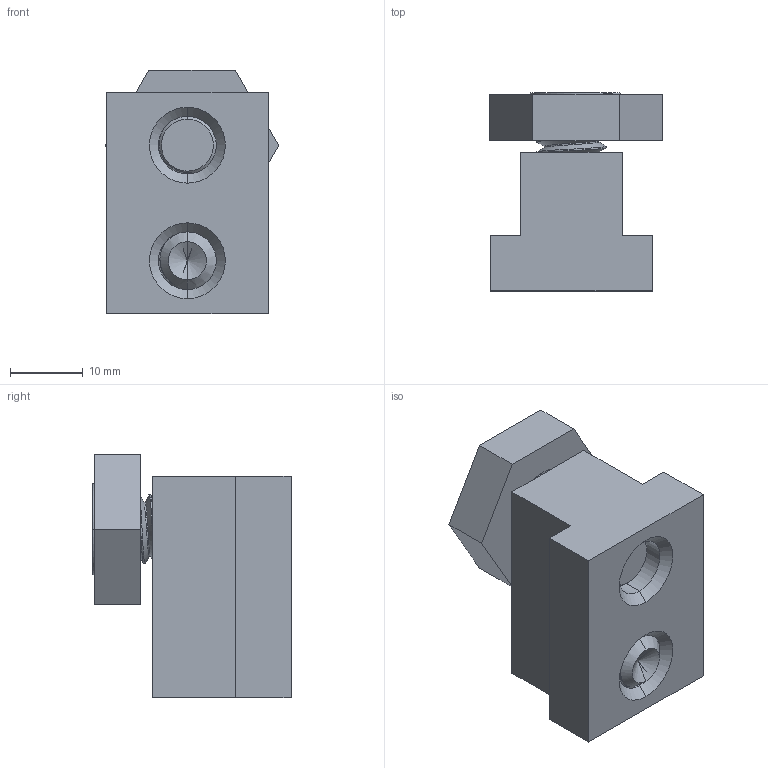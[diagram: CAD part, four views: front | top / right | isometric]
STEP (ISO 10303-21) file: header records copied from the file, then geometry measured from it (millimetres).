
FILE_DESCRIPTION (( 'STEP AP214' ), '1' );
FILE_NAME ('10423.STEP', '2020-10-08T13:42:10', ( 'Mike W' ), ( '' ), 'SwSTEP 2.0', 'SolidWorks 2018', '' );
FILE_SCHEMA (( 'AUTOMOTIVE_DESIGN' ));
Length unit declared in the file: inch
Products named in the file (7): 10586_10586; 10371_10371; (TSN) T-Nut Assemblies (English& Metric Configured)_10717; 381634 SSS_381634 SSS; TSN-Nut Bodies (Std Configured)_107171; 10423; 10206
Assembly tree (6 placements, depth 3):
  10423
    (TSN) T-Nut Assemblies (English& Metric Configured)_10717
      TSN-Nut Bodies (Std Configured)_107171
      381634 SSS_381634 SSS
    10206
      10371_10371
      10586_10586
Bounding box: 23.83 x 27.21 x 33.5 mm (x, y, z)
Volume: 12177.7 mm3; surface area: 7408.4 mm2
Topology: 4 solids, 4 shells, 141 faces, 347 edges, 214 vertices
Faces by surface type: cylinder 55, plane 42, cone 38, bspline 6
Entity records: 8451 total; most frequent: CARTESIAN_POINT 5147, ORIENTED_EDGE 686, DIRECTION 567, EDGE_CURVE 343, VERTEX_POINT 214, AXIS2_PLACEMENT_3D 209, EDGE_LOOP 151, VECTOR 149
